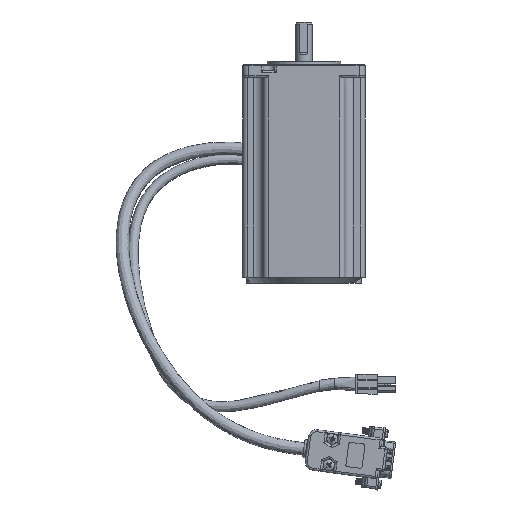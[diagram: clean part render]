
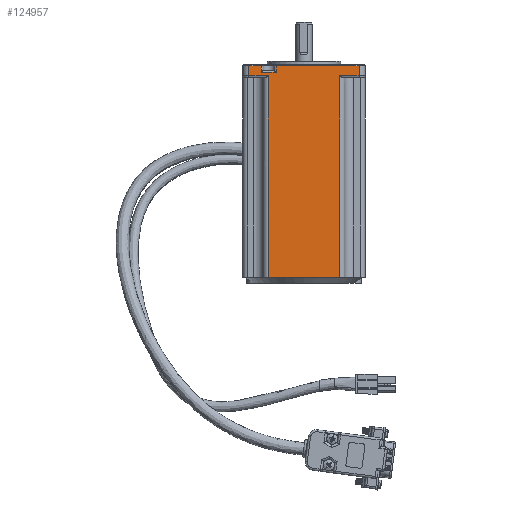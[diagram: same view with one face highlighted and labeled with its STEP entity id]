
A CAD part, front view. The second image highlights one B-rep face of the part: STEP entity #124957.
In plain terms, the highlighted planar face has unit normal (0, -1, 0).
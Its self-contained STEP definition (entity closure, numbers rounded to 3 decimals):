
#272 = DIRECTION ( 'NONE',  ( 0., 0., -1. ) ) ;
#309 = VECTOR ( 'NONE', #103474, 1000. ) ;
#709 = EDGE_CURVE ( 'NONE', #40785, #89374, #111989, .T. ) ;
#1193 = LINE ( 'NONE', #54251, #118799 ) ;
#1381 = VERTEX_POINT ( 'NONE', #81703 ) ;
#1828 = VECTOR ( 'NONE', #7616, 1000. ) ;
#1867 = VECTOR ( 'NONE', #27953, 1000. ) ;
#2809 = CARTESIAN_POINT ( 'NONE',  ( -17.5, -30., 80.15 ) ) ;
#6860 = FACE_OUTER_BOUND ( 'NONE', #74710, .T. ) ;
#7181 = CARTESIAN_POINT ( 'NONE',  ( -27., -30., 85.9 ) ) ;
#7206 = ORIENTED_EDGE ( 'NONE', *, *, #709, .F. ) ;
#7616 = DIRECTION ( 'NONE',  ( 0., 0., 1. ) ) ;
#9155 = VECTOR ( 'NONE', #12163, 1000. ) ;
#9372 = DIRECTION ( 'NONE',  ( 0., -1., 0. ) ) ;
#11571 = VECTOR ( 'NONE', #105088, 1000. ) ;
#12163 = DIRECTION ( 'NONE',  ( -1., 0., 0. ) ) ;
#13649 = ORIENTED_EDGE ( 'NONE', *, *, #86003, .F. ) ;
#14935 = VERTEX_POINT ( 'NONE', #92696 ) ;
#15067 = VERTEX_POINT ( 'NONE', #49249 ) ;
#21096 = LINE ( 'NONE', #82972, #70882 ) ;
#22164 = VECTOR ( 'NONE', #65527, 1000. ) ;
#23881 = LINE ( 'NONE', #95597, #22164 ) ;
#27089 = ORIENTED_EDGE ( 'NONE', *, *, #40982, .F. ) ;
#27953 = DIRECTION ( 'NONE',  ( -1., 0., 0. ) ) ;
#28497 = LINE ( 'NONE', #35832, #113696 ) ;
#29313 = LINE ( 'NONE', #110605, #1867 ) ;
#29455 = ORIENTED_EDGE ( 'NONE', *, *, #30839, .F. ) ;
#30839 = EDGE_CURVE ( 'NONE', #83443, #119314, #83876, .T. ) ;
#34970 = CARTESIAN_POINT ( 'NONE',  ( -27., -30., 85.15 ) ) ;
#35275 = EDGE_CURVE ( 'NONE', #1381, #61962, #99723, .T. ) ;
#35832 = CARTESIAN_POINT ( 'NONE',  ( -13.6, -30., 85.9 ) ) ;
#39445 = EDGE_CURVE ( 'NONE', #91760, #15067, #23881, .T. ) ;
#39866 = CARTESIAN_POINT ( 'NONE',  ( 27., -30., 81.95 ) ) ;
#40547 = VERTEX_POINT ( 'NONE', #119651 ) ;
#40582 = VECTOR ( 'NONE', #110146, 1000. ) ;
#40785 = VERTEX_POINT ( 'NONE', #103307 ) ;
#40982 = EDGE_CURVE ( 'NONE', #50272, #40785, #91191, .T. ) ;
#42563 = CARTESIAN_POINT ( 'NONE',  ( 27., -30., 85.9 ) ) ;
#43223 = CARTESIAN_POINT ( 'NONE',  ( -13.6, -30., 81.95 ) ) ;
#43534 = EDGE_CURVE ( 'NONE', #14935, #1381, #21096, .T. ) ;
#48137 = ORIENTED_EDGE ( 'NONE', *, *, #128573, .F. ) ;
#49249 = CARTESIAN_POINT ( 'NONE',  ( -17.5, -30., -18.5 ) ) ;
#49319 = DIRECTION ( 'NONE',  ( 1., 0., 0. ) ) ;
#49406 = CARTESIAN_POINT ( 'NONE',  ( 17.5, -30., 79.4 ) ) ;
#50272 = VERTEX_POINT ( 'NONE', #81518 ) ;
#52885 = CARTESIAN_POINT ( 'NONE',  ( 17.5, -30., -18.5 ) ) ;
#54251 = CARTESIAN_POINT ( 'NONE',  ( 27., -30., 85.15 ) ) ;
#56838 = ORIENTED_EDGE ( 'NONE', *, *, #35275, .F. ) ;
#57270 = CARTESIAN_POINT ( 'NONE',  ( 27., -30., 80.15 ) ) ;
#59977 = EDGE_CURVE ( 'NONE', #65463, #40547, #1193, .T. ) ;
#61136 = VECTOR ( 'NONE', #49319, 1000. ) ;
#61962 = VERTEX_POINT ( 'NONE', #43223 ) ;
#61999 = AXIS2_PLACEMENT_3D ( 'NONE', #49406, #9372, #131330 ) ;
#65463 = VERTEX_POINT ( 'NONE', #72699 ) ;
#65527 = DIRECTION ( 'NONE',  ( 0., 0., -1. ) ) ;
#67914 = CARTESIAN_POINT ( 'NONE',  ( 27., -30., 80.15 ) ) ;
#69149 = ORIENTED_EDGE ( 'NONE', *, *, #59977, .F. ) ;
#70882 = VECTOR ( 'NONE', #272, 1000. ) ;
#72699 = CARTESIAN_POINT ( 'NONE',  ( -13.6, -30., 85.15 ) ) ;
#74710 = EDGE_LOOP ( 'NONE', ( #113381, #7206, #27089, #118512, #69149, #131012, #56838, #87971, #13649, #29455, #48137, #88992 ) ) ;
#80456 = PLANE ( 'NONE',  #61999 ) ;
#81518 = CARTESIAN_POINT ( 'NONE',  ( 27., -30., 80.15 ) ) ;
#81703 = CARTESIAN_POINT ( 'NONE',  ( -20.9, -30., 81.95 ) ) ;
#82691 = CARTESIAN_POINT ( 'NONE',  ( 17.5, -30., 79.4 ) ) ;
#82972 = CARTESIAN_POINT ( 'NONE',  ( -20.9, -30., 85.9 ) ) ;
#83443 = VERTEX_POINT ( 'NONE', #122600 ) ;
#83876 = LINE ( 'NONE', #7181, #1828 ) ;
#86003 = EDGE_CURVE ( 'NONE', #119314, #14935, #103272, .T. ) ;
#86341 = EDGE_CURVE ( 'NONE', #89374, #15067, #29313, .T. ) ;
#87971 = ORIENTED_EDGE ( 'NONE', *, *, #43534, .F. ) ;
#88992 = ORIENTED_EDGE ( 'NONE', *, *, #39445, .T. ) ;
#89374 = VERTEX_POINT ( 'NONE', #52885 ) ;
#91191 = LINE ( 'NONE', #57270, #9155 ) ;
#91760 = VERTEX_POINT ( 'NONE', #2809 ) ;
#92696 = CARTESIAN_POINT ( 'NONE',  ( -20.9, -30., 85.15 ) ) ;
#94838 = EDGE_CURVE ( 'NONE', #40547, #50272, #114548, .T. ) ;
#95597 = CARTESIAN_POINT ( 'NONE',  ( -17.5, -30., 79.4 ) ) ;
#99723 = LINE ( 'NONE', #39866, #61136 ) ;
#103272 = LINE ( 'NONE', #104403, #309 ) ;
#103307 = CARTESIAN_POINT ( 'NONE',  ( 17.5, -30., 80.15 ) ) ;
#103474 = DIRECTION ( 'NONE',  ( 1., 0., 0. ) ) ;
#104224 = DIRECTION ( 'NONE',  ( 1., 0., 0. ) ) ;
#104403 = CARTESIAN_POINT ( 'NONE',  ( 27., -30., 85.15 ) ) ;
#105088 = DIRECTION ( 'NONE',  ( 0., 0., -1. ) ) ;
#107243 = EDGE_CURVE ( 'NONE', #61962, #65463, #28497, .T. ) ;
#110146 = DIRECTION ( 'NONE',  ( -1., 0., 0. ) ) ;
#110605 = CARTESIAN_POINT ( 'NONE',  ( 0., -30., -18.5 ) ) ;
#111989 = LINE ( 'NONE', #82691, #115190 ) ;
#113381 = ORIENTED_EDGE ( 'NONE', *, *, #86341, .F. ) ;
#113696 = VECTOR ( 'NONE', #117266, 1000. ) ;
#114211 = DIRECTION ( 'NONE',  ( 0., 0., -1. ) ) ;
#114548 = LINE ( 'NONE', #42563, #11571 ) ;
#115190 = VECTOR ( 'NONE', #114211, 1000. ) ;
#117266 = DIRECTION ( 'NONE',  ( 0., 0., 1. ) ) ;
#118512 = ORIENTED_EDGE ( 'NONE', *, *, #94838, .F. ) ;
#118799 = VECTOR ( 'NONE', #104224, 1000. ) ;
#119314 = VERTEX_POINT ( 'NONE', #34970 ) ;
#119651 = CARTESIAN_POINT ( 'NONE',  ( 27., -30., 85.15 ) ) ;
#122600 = CARTESIAN_POINT ( 'NONE',  ( -27., -30., 80.15 ) ) ;
#124957 = ADVANCED_FACE ( 'NONE', ( #6860 ), #80456, .T. ) ;
#128573 = EDGE_CURVE ( 'NONE', #91760, #83443, #130755, .T. ) ;
#130755 = LINE ( 'NONE', #67914, #40582 ) ;
#131012 = ORIENTED_EDGE ( 'NONE', *, *, #107243, .F. ) ;
#131330 = DIRECTION ( 'NONE',  ( 1., 0., 0. ) ) ;
